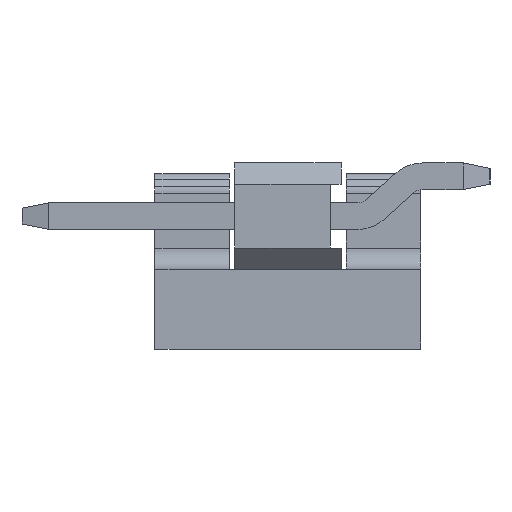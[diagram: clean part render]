
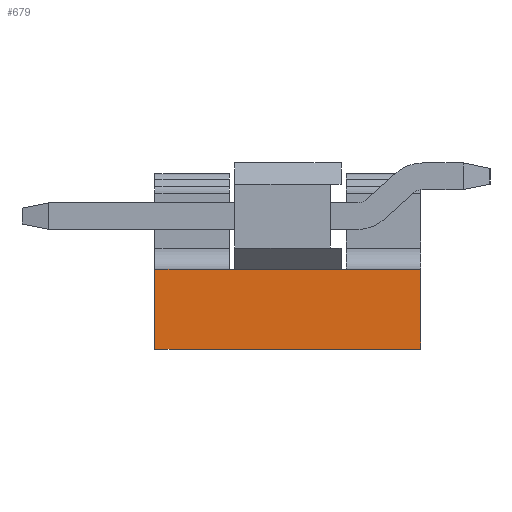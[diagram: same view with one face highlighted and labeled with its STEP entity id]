
A CAD part, left-side view. The second image highlights one B-rep face of the part: STEP entity #679.
In plain terms, the highlighted planar face has unit normal (-1, 0, 0).
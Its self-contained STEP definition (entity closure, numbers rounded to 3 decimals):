
#54=CARTESIAN_POINT('',(25.25,-1.5,-1.));
#55=VERTEX_POINT('',#54);
#62=CARTESIAN_POINT('',(25.25,-1.5,-2.5));
#63=VERTEX_POINT('',#62);
#64=CARTESIAN_POINT('',(25.25,-1.5,-1.));
#65=DIRECTION('',(0.,0.,-1.));
#66=VECTOR('',#65,1.5);
#67=LINE('',#64,#66);
#68=EDGE_CURVE('',#55,#63,#67,.T.);
#427=CARTESIAN_POINT('',(25.25,3.5,-1.));
#428=VERTEX_POINT('',#427);
#435=CARTESIAN_POINT('',(25.25,3.5,-1.));
#436=DIRECTION('',(0.,-1.,0.));
#437=VECTOR('',#436,5.);
#438=LINE('',#435,#437);
#439=EDGE_CURVE('',#428,#55,#438,.T.);
#656=CARTESIAN_POINT('',(25.25,-1.5,-2.5));
#657=DIRECTION('',(0.,0.,1.));
#658=DIRECTION('',(-1.,0.,0.));
#659=AXIS2_PLACEMENT_3D('',#656,#658,#657);
#660=PLANE('',#659);
#661=ORIENTED_EDGE('',*,*,#439,.F.);
#662=CARTESIAN_POINT('',(25.25,3.5,-2.5));
#663=VERTEX_POINT('',#662);
#664=CARTESIAN_POINT('',(25.25,3.5,-2.5));
#665=DIRECTION('',(0.,0.,1.));
#666=VECTOR('',#665,1.5);
#667=LINE('',#664,#666);
#668=EDGE_CURVE('',#663,#428,#667,.T.);
#669=ORIENTED_EDGE('',*,*,#668,.F.);
#670=CARTESIAN_POINT('',(25.25,3.5,-2.5));
#671=DIRECTION('',(0.,-1.,0.));
#672=VECTOR('',#671,5.);
#673=LINE('',#670,#672);
#674=EDGE_CURVE('',#663,#63,#673,.T.);
#675=ORIENTED_EDGE('',*,*,#674,.T.);
#676=ORIENTED_EDGE('',*,*,#68,.F.);
#677=EDGE_LOOP('',(#661,#669,#675,#676));
#678=FACE_OUTER_BOUND('',#677,.T.);
#679=ADVANCED_FACE('',(#678),#660,.T.);
